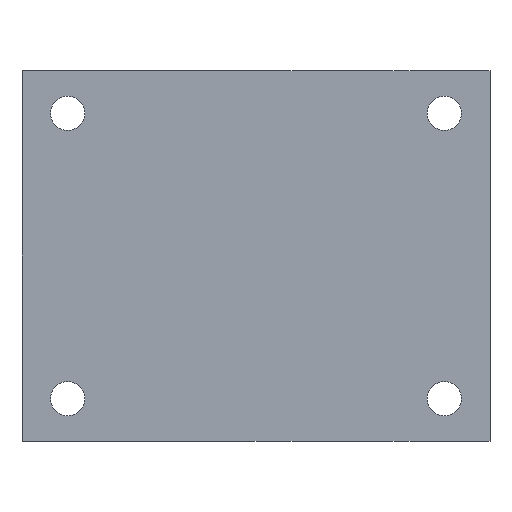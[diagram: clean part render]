
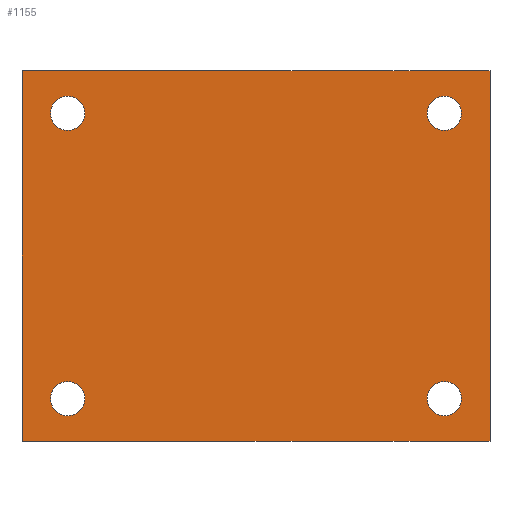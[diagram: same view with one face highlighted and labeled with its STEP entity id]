
A CAD part, front view. The second image highlights one B-rep face of the part: STEP entity #1155.
In plain terms, the highlighted planar face has unit normal (0, -1, 0).
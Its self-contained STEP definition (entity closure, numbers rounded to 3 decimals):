
#3 = EDGE_LOOP ( 'NONE', ( #1338, #1624 ) ) ;
#28 = CIRCLE ( 'NONE', #1115, 3. ) ;
#55 = VERTEX_POINT ( 'NONE', #126 ) ;
#63 = VERTEX_POINT ( 'NONE', #1024 ) ;
#71 = LINE ( 'NONE', #1106, #274 ) ;
#76 = CARTESIAN_POINT ( 'NONE',  ( -33., 0., -25. ) ) ;
#95 = DIRECTION ( 'NONE',  ( 0., 0., 1. ) ) ;
#103 = DIRECTION ( 'NONE',  ( 0., 0., 1. ) ) ;
#122 = DIRECTION ( 'NONE',  ( 0., 0., 1. ) ) ;
#126 = CARTESIAN_POINT ( 'NONE',  ( -33., 0., 28. ) ) ;
#129 = EDGE_CURVE ( 'NONE', #867, #55, #187, .T. ) ;
#169 = EDGE_CURVE ( 'NONE', #181, #1632, #934, .T. ) ;
#180 = VERTEX_POINT ( 'NONE', #904 ) ;
#181 = VERTEX_POINT ( 'NONE', #1803 ) ;
#187 = CIRCLE ( 'NONE', #340, 3. ) ;
#241 = CARTESIAN_POINT ( 'NONE',  ( -33., 0., -25. ) ) ;
#245 = DIRECTION ( 'NONE',  ( 0., -1., 0. ) ) ;
#257 = VERTEX_POINT ( 'NONE', #603 ) ;
#260 = FACE_BOUND ( 'NONE', #332, .T. ) ;
#264 = CARTESIAN_POINT ( 'NONE',  ( -41., 0., 32.5 ) ) ;
#265 = DIRECTION ( 'NONE',  ( 0., 0., 1. ) ) ;
#274 = VECTOR ( 'NONE', #1685, 1000. ) ;
#276 = ORIENTED_EDGE ( 'NONE', *, *, #1264, .T. ) ;
#316 = CARTESIAN_POINT ( 'NONE',  ( -33., 0., 25. ) ) ;
#326 = EDGE_LOOP ( 'NONE', ( #1623, #1613 ) ) ;
#332 = EDGE_LOOP ( 'NONE', ( #1891, #1043 ) ) ;
#334 = VECTOR ( 'NONE', #1718, 1000. ) ;
#340 = AXIS2_PLACEMENT_3D ( 'NONE', #1576, #559, #265 ) ;
#353 = DIRECTION ( 'NONE',  ( 1., 0., 0. ) ) ;
#387 = CIRCLE ( 'NONE', #1754, 3. ) ;
#388 = CIRCLE ( 'NONE', #1603, 3. ) ;
#397 = FACE_OUTER_BOUND ( 'NONE', #531, .T. ) ;
#399 = CARTESIAN_POINT ( 'NONE',  ( 33., 0., -25. ) ) ;
#402 = CIRCLE ( 'NONE', #1161, 3. ) ;
#443 = EDGE_CURVE ( 'NONE', #63, #1145, #682, .T. ) ;
#456 = ORIENTED_EDGE ( 'NONE', *, *, #517, .F. ) ;
#458 = ORIENTED_EDGE ( 'NONE', *, *, #1139, .F. ) ;
#474 = CARTESIAN_POINT ( 'NONE',  ( -41., 0., -32.5 ) ) ;
#517 = EDGE_CURVE ( 'NONE', #907, #1632, #71, .T. ) ;
#521 = VERTEX_POINT ( 'NONE', #673 ) ;
#531 = EDGE_LOOP ( 'NONE', ( #1571, #456, #1597, #276 ) ) ;
#542 = FACE_BOUND ( 'NONE', #3, .T. ) ;
#559 = DIRECTION ( 'NONE',  ( 0., -1., 0. ) ) ;
#603 = CARTESIAN_POINT ( 'NONE',  ( -41., 0., 32.5 ) ) ;
#635 = CARTESIAN_POINT ( 'NONE',  ( -41., 0., 32.5 ) ) ;
#672 = DIRECTION ( 'NONE',  ( 0., -1., 0. ) ) ;
#673 = CARTESIAN_POINT ( 'NONE',  ( 33., 0., -28. ) ) ;
#682 = CIRCLE ( 'NONE', #929, 3. ) ;
#688 = CARTESIAN_POINT ( 'NONE',  ( 33., 0., -25. ) ) ;
#699 = DIRECTION ( 'NONE',  ( 0., 0., 1. ) ) ;
#728 = EDGE_CURVE ( 'NONE', #180, #1163, #28, .T. ) ;
#838 = VECTOR ( 'NONE', #353, 1000. ) ;
#851 = FACE_BOUND ( 'NONE', #1368, .T. ) ;
#867 = VERTEX_POINT ( 'NONE', #880 ) ;
#880 = CARTESIAN_POINT ( 'NONE',  ( -33., 0., 22. ) ) ;
#892 = CIRCLE ( 'NONE', #1887, 3. ) ;
#904 = CARTESIAN_POINT ( 'NONE',  ( 33., 0., 22. ) ) ;
#907 = VERTEX_POINT ( 'NONE', #1079 ) ;
#912 = DIRECTION ( 'NONE',  ( 0., -1., 0. ) ) ;
#929 = AXIS2_PLACEMENT_3D ( 'NONE', #241, #959, #1097 ) ;
#934 = LINE ( 'NONE', #474, #838 ) ;
#941 = EDGE_CURVE ( 'NONE', #257, #907, #1068, .T. ) ;
#959 = DIRECTION ( 'NONE',  ( 0., -1., 0. ) ) ;
#981 = CARTESIAN_POINT ( 'NONE',  ( 33., 0., 28. ) ) ;
#985 = DIRECTION ( 'NONE',  ( 0., 1., 0. ) ) ;
#1024 = CARTESIAN_POINT ( 'NONE',  ( -33., 0., -28. ) ) ;
#1043 = ORIENTED_EDGE ( 'NONE', *, *, #1669, .F. ) ;
#1068 = LINE ( 'NONE', #635, #1237 ) ;
#1079 = CARTESIAN_POINT ( 'NONE',  ( 41., 0., 32.5 ) ) ;
#1097 = DIRECTION ( 'NONE',  ( 0., 0., 1. ) ) ;
#1106 = CARTESIAN_POINT ( 'NONE',  ( 41., 0., 32.5 ) ) ;
#1115 = AXIS2_PLACEMENT_3D ( 'NONE', #1269, #1843, #122 ) ;
#1128 = PLANE ( 'NONE',  #1563 ) ;
#1139 = EDGE_CURVE ( 'NONE', #1163, #180, #892, .T. ) ;
#1145 = VERTEX_POINT ( 'NONE', #1853 ) ;
#1148 = LINE ( 'NONE', #264, #334 ) ;
#1155 = ADVANCED_FACE ( 'NONE', ( #260, #1844, #542, #851, #397 ), #1128, .F. ) ;
#1161 = AXIS2_PLACEMENT_3D ( 'NONE', #316, #912, #1611 ) ;
#1163 = VERTEX_POINT ( 'NONE', #981 ) ;
#1237 = VECTOR ( 'NONE', #1528, 1000. ) ;
#1255 = DIRECTION ( 'NONE',  ( 0., 0., 1. ) ) ;
#1264 = EDGE_CURVE ( 'NONE', #257, #181, #1148, .T. ) ;
#1269 = CARTESIAN_POINT ( 'NONE',  ( 33., 0., 25. ) ) ;
#1271 = DIRECTION ( 'NONE',  ( 0., -1., 0. ) ) ;
#1301 = AXIS2_PLACEMENT_3D ( 'NONE', #76, #672, #1255 ) ;
#1338 = ORIENTED_EDGE ( 'NONE', *, *, #1402, .F. ) ;
#1368 = EDGE_LOOP ( 'NONE', ( #458, #1655 ) ) ;
#1402 = EDGE_CURVE ( 'NONE', #55, #867, #402, .T. ) ;
#1408 = CARTESIAN_POINT ( 'NONE',  ( 41., 0., -32.5 ) ) ;
#1435 = CARTESIAN_POINT ( 'NONE',  ( -41., 0., 32.5 ) ) ;
#1503 = VERTEX_POINT ( 'NONE', #1648 ) ;
#1528 = DIRECTION ( 'NONE',  ( 1., 0., 0. ) ) ;
#1563 = AXIS2_PLACEMENT_3D ( 'NONE', #1435, #985, #699 ) ;
#1566 = CARTESIAN_POINT ( 'NONE',  ( 33., 0., 25. ) ) ;
#1571 = ORIENTED_EDGE ( 'NONE', *, *, #169, .T. ) ;
#1576 = CARTESIAN_POINT ( 'NONE',  ( -33., 0., 25. ) ) ;
#1597 = ORIENTED_EDGE ( 'NONE', *, *, #941, .F. ) ;
#1603 = AXIS2_PLACEMENT_3D ( 'NONE', #688, #1730, #95 ) ;
#1611 = DIRECTION ( 'NONE',  ( 0., 0., 1. ) ) ;
#1613 = ORIENTED_EDGE ( 'NONE', *, *, #443, .F. ) ;
#1623 = ORIENTED_EDGE ( 'NONE', *, *, #1645, .F. ) ;
#1624 = ORIENTED_EDGE ( 'NONE', *, *, #129, .F. ) ;
#1630 = CIRCLE ( 'NONE', #1301, 3. ) ;
#1632 = VERTEX_POINT ( 'NONE', #1408 ) ;
#1645 = EDGE_CURVE ( 'NONE', #1145, #63, #1630, .T. ) ;
#1648 = CARTESIAN_POINT ( 'NONE',  ( 33., 0., -22. ) ) ;
#1655 = ORIENTED_EDGE ( 'NONE', *, *, #728, .F. ) ;
#1669 = EDGE_CURVE ( 'NONE', #521, #1503, #387, .T. ) ;
#1685 = DIRECTION ( 'NONE',  ( 0., 0., -1. ) ) ;
#1708 = DIRECTION ( 'NONE',  ( 0., 0., 1. ) ) ;
#1718 = DIRECTION ( 'NONE',  ( 0., 0., -1. ) ) ;
#1726 = EDGE_CURVE ( 'NONE', #1503, #521, #388, .T. ) ;
#1730 = DIRECTION ( 'NONE',  ( 0., -1., 0. ) ) ;
#1754 = AXIS2_PLACEMENT_3D ( 'NONE', #399, #245, #1708 ) ;
#1803 = CARTESIAN_POINT ( 'NONE',  ( -41., 0., -32.5 ) ) ;
#1843 = DIRECTION ( 'NONE',  ( 0., -1., 0. ) ) ;
#1844 = FACE_BOUND ( 'NONE', #326, .T. ) ;
#1853 = CARTESIAN_POINT ( 'NONE',  ( -33., 0., -22. ) ) ;
#1887 = AXIS2_PLACEMENT_3D ( 'NONE', #1566, #1271, #103 ) ;
#1891 = ORIENTED_EDGE ( 'NONE', *, *, #1726, .F. ) ;
